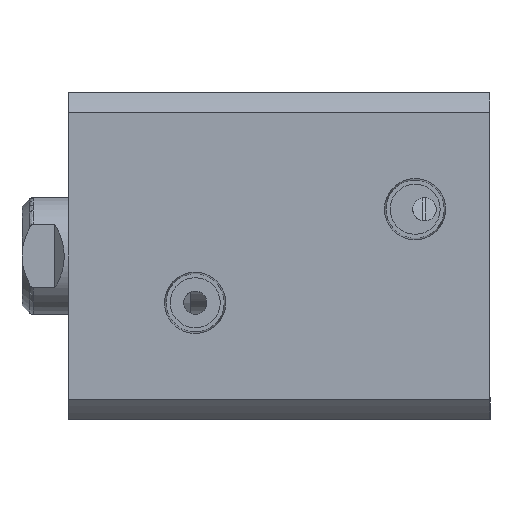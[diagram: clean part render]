
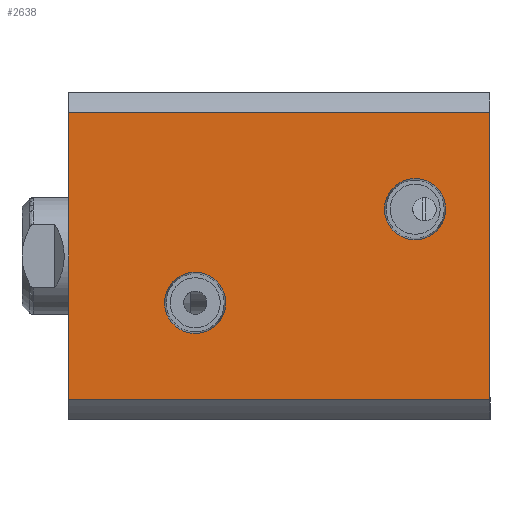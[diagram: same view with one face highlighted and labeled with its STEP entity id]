
A CAD part, left-side view. The second image highlights one B-rep face of the part: STEP entity #2638.
In plain terms, the highlighted planar face has unit normal (-1, 0, 0).
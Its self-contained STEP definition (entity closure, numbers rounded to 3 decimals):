
#67 = DIRECTION ( 'NONE',  ( 0., 0., 1. ) ) ;
#69 = DIRECTION ( 'NONE',  ( 0., 1., 0. ) ) ;
#414 = DIRECTION ( 'NONE',  ( 0., 0., 1. ) ) ;
#426 = FACE_BOUND ( 'NONE', #4008, .T. ) ;
#481 = LINE ( 'NONE', #6713, #2703 ) ;
#489 = CIRCLE ( 'NONE', #899, 6.541 ) ;
#558 = DIRECTION ( 'NONE',  ( 0., -1., 0. ) ) ;
#599 = CIRCLE ( 'NONE', #8807, 6.541 ) ;
#625 = AXIS2_PLACEMENT_3D ( 'NONE', #10541, #9550, #69 ) ;
#899 = AXIS2_PLACEMENT_3D ( 'NONE', #8609, #2906, #9570 ) ;
#1918 = CARTESIAN_POINT ( 'NONE',  ( -35., 10., 63. ) ) ;
#1965 = CARTESIAN_POINT ( 'NONE',  ( -35., 30.615, 90. ) ) ;
#2156 = VERTEX_POINT ( 'NONE', #3406 ) ;
#2203 = ORIENTED_EDGE ( 'NONE', *, *, #11390, .F. ) ;
#2236 = CARTESIAN_POINT ( 'NONE',  ( -35., 30.615, 0. ) ) ;
#2312 = VERTEX_POINT ( 'NONE', #2236 ) ;
#2464 = ORIENTED_EDGE ( 'NONE', *, *, #2493, .F. ) ;
#2493 = EDGE_CURVE ( 'NONE', #6056, #7668, #3854, .T. ) ;
#2638 = ADVANCED_FACE ( 'NONE', ( #9994, #426, #4598 ), #5765, .F. ) ;
#2674 = EDGE_LOOP ( 'NONE', ( #8815, #10214 ) ) ;
#2703 = VECTOR ( 'NONE', #2924, 1000. ) ;
#2742 = ORIENTED_EDGE ( 'NONE', *, *, #10330, .F. ) ;
#2784 = CARTESIAN_POINT ( 'NONE',  ( -35., -10., 9.459 ) ) ;
#2871 = DIRECTION ( 'NONE',  ( 0., 0., 1. ) ) ;
#2906 = DIRECTION ( 'NONE',  ( -1., 0., 0. ) ) ;
#2924 = DIRECTION ( 'NONE',  ( 0., 0., 1. ) ) ;
#3406 = CARTESIAN_POINT ( 'NONE',  ( -35., 10., 56.459 ) ) ;
#3607 = CIRCLE ( 'NONE', #5076, 6.541 ) ;
#3854 = LINE ( 'NONE', #8281, #8616 ) ;
#4008 = EDGE_LOOP ( 'NONE', ( #2742, #8297 ) ) ;
#4233 = CARTESIAN_POINT ( 'NONE',  ( -35., 10., 69.541 ) ) ;
#4598 = FACE_OUTER_BOUND ( 'NONE', #10078, .T. ) ;
#5076 = AXIS2_PLACEMENT_3D ( 'NONE', #11495, #5762, #67 ) ;
#5303 = CARTESIAN_POINT ( 'NONE',  ( -35., 35., 0. ) ) ;
#5402 = EDGE_CURVE ( 'NONE', #2156, #10580, #8107, .T. ) ;
#5454 = ORIENTED_EDGE ( 'NONE', *, *, #9201, .F. ) ;
#5577 = CARTESIAN_POINT ( 'NONE',  ( -35., -10., 22.541 ) ) ;
#5730 = CARTESIAN_POINT ( 'NONE',  ( -35., 35., 90. ) ) ;
#5762 = DIRECTION ( 'NONE',  ( -1., 0., 0. ) ) ;
#5765 = PLANE ( 'NONE',  #625 ) ;
#6056 = VERTEX_POINT ( 'NONE', #9996 ) ;
#6134 = DIRECTION ( 'NONE',  ( -1., 0., 0. ) ) ;
#6245 = VECTOR ( 'NONE', #11457, 1000. ) ;
#6713 = CARTESIAN_POINT ( 'NONE',  ( -35., 30.615, -210. ) ) ;
#6796 = EDGE_CURVE ( 'NONE', #2312, #7668, #10629, .T. ) ;
#7552 = EDGE_CURVE ( 'NONE', #9316, #8638, #489, .T. ) ;
#7668 = VERTEX_POINT ( 'NONE', #11679 ) ;
#8080 = VECTOR ( 'NONE', #558, 1000. ) ;
#8107 = CIRCLE ( 'NONE', #9857, 6.541 ) ;
#8157 = EDGE_CURVE ( 'NONE', #8638, #9316, #3607, .T. ) ;
#8281 = CARTESIAN_POINT ( 'NONE',  ( -35., -30.615, -210. ) ) ;
#8297 = ORIENTED_EDGE ( 'NONE', *, *, #5402, .F. ) ;
#8587 = DIRECTION ( 'NONE',  ( -1., 0., 0. ) ) ;
#8609 = CARTESIAN_POINT ( 'NONE',  ( -35., -10., 16. ) ) ;
#8616 = VECTOR ( 'NONE', #10219, 1000. ) ;
#8638 = VERTEX_POINT ( 'NONE', #2784 ) ;
#8807 = AXIS2_PLACEMENT_3D ( 'NONE', #1918, #8587, #2871 ) ;
#8815 = ORIENTED_EDGE ( 'NONE', *, *, #7552, .F. ) ;
#9177 = VERTEX_POINT ( 'NONE', #1965 ) ;
#9201 = EDGE_CURVE ( 'NONE', #2312, #9177, #481, .T. ) ;
#9316 = VERTEX_POINT ( 'NONE', #5577 ) ;
#9550 = DIRECTION ( 'NONE',  ( 1., 0., 0. ) ) ;
#9570 = DIRECTION ( 'NONE',  ( 0., 0., 1. ) ) ;
#9857 = AXIS2_PLACEMENT_3D ( 'NONE', #11855, #6134, #414 ) ;
#9994 = FACE_BOUND ( 'NONE', #2674, .T. ) ;
#9996 = CARTESIAN_POINT ( 'NONE',  ( -35., -30.615, 90. ) ) ;
#10078 = EDGE_LOOP ( 'NONE', ( #5454, #10519, #2464, #2203 ) ) ;
#10214 = ORIENTED_EDGE ( 'NONE', *, *, #8157, .F. ) ;
#10219 = DIRECTION ( 'NONE',  ( 0., 0., -1. ) ) ;
#10330 = EDGE_CURVE ( 'NONE', #10580, #2156, #599, .T. ) ;
#10519 = ORIENTED_EDGE ( 'NONE', *, *, #6796, .T. ) ;
#10541 = CARTESIAN_POINT ( 'NONE',  ( -35., 35., 90. ) ) ;
#10580 = VERTEX_POINT ( 'NONE', #4233 ) ;
#10629 = LINE ( 'NONE', #5303, #8080 ) ;
#11330 = LINE ( 'NONE', #5730, #6245 ) ;
#11390 = EDGE_CURVE ( 'NONE', #9177, #6056, #11330, .T. ) ;
#11457 = DIRECTION ( 'NONE',  ( 0., -1., 0. ) ) ;
#11495 = CARTESIAN_POINT ( 'NONE',  ( -35., -10., 16. ) ) ;
#11679 = CARTESIAN_POINT ( 'NONE',  ( -35., -30.615, 0. ) ) ;
#11855 = CARTESIAN_POINT ( 'NONE',  ( -35., 10., 63. ) ) ;
